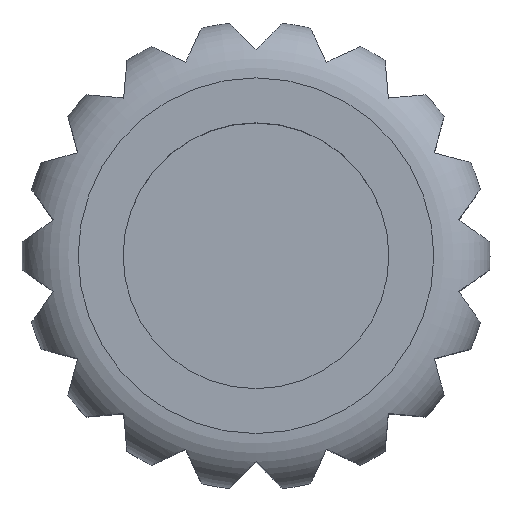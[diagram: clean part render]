
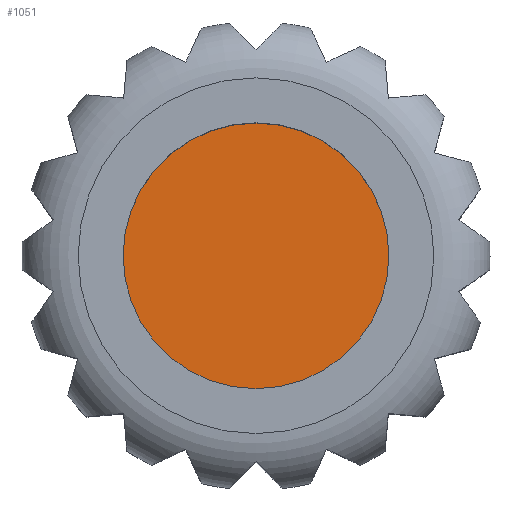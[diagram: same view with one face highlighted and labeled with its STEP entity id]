
A CAD part, top view. The second image highlights one B-rep face of the part: STEP entity #1051.
In plain terms, the highlighted planar face has unit normal (0, 0, 1).
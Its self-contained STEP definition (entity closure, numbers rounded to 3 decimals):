
#90=PLANE('',#1127);
#130=FACE_OUTER_BOUND('',#190,.T.);
#190=EDGE_LOOP('',(#693));
#361=CIRCLE('',#1126,3.55);
#405=VERTEX_POINT('',#1497);
#520=EDGE_CURVE('',#405,#405,#361,.T.);
#693=ORIENTED_EDGE('',*,*,#520,.F.);
#1051=ADVANCED_FACE('',(#130),#90,.T.);
#1126=AXIS2_PLACEMENT_3D('',#1499,#1235,#1236);
#1127=AXIS2_PLACEMENT_3D('',#1500,#1237,#1238);
#1235=DIRECTION('center_axis',(0.,0.,-1.));
#1236=DIRECTION('ref_axis',(-1.,0.,0.));
#1237=DIRECTION('center_axis',(0.,0.,1.));
#1238=DIRECTION('ref_axis',(-1.,0.,0.));
#1497=CARTESIAN_POINT('',(22.55,0.,-1.));
#1499=CARTESIAN_POINT('Origin',(19.,0.,-1.));
#1500=CARTESIAN_POINT('Origin',(19.,0.,-1.));
